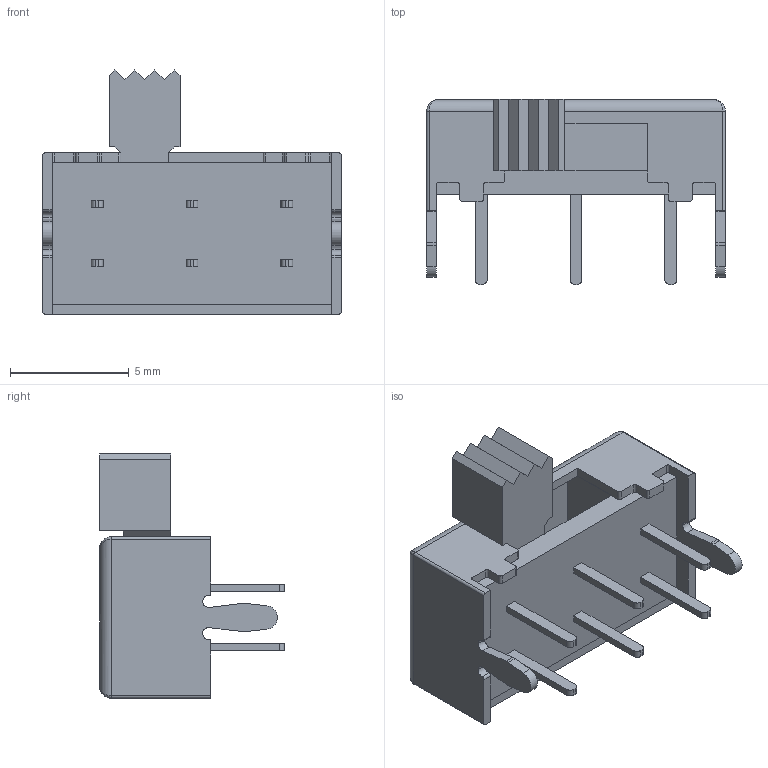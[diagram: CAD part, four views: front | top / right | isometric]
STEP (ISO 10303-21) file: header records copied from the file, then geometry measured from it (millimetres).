
FILE_DESCRIPTION (( 'STEP AP214' ), '1' );
FILE_NAME ('EG2215.STEP', '2020-02-09T22:43:00', ( '' ), ( '' ), 'SwSTEP 2.0', 'SolidWorks 2019', '' );
FILE_SCHEMA (( 'AUTOMOTIVE_DESIGN' ));
Length unit declared in the file: millimetre
Products named in the file (5): Body^EG2215_Domy˜lna; Insert^EG2215_Domy˜lna; Pins^EG2215_Domy˜lna; Slider^EG2215_Domy˜lna; EG2215
Assembly tree (4 placements, depth 2):
  EG2215
    Body^EG2215_Domy˜lna
    Insert^EG2215_Domy˜lna
    Slider^EG2215_Domy˜lna
    Pins^EG2215_Domy˜lna
Bounding box: 12.6 x 7.8 x 10.3 mm (x, y, z)
Volume: 302.8 mm3; surface area: 864 mm2
Topology: 9 solids, 9 shells, 155 faces, 403 edges, 262 vertices
Faces by surface type: plane 101, cylinder 50, bspline 4
Entity records: 5008 total; most frequent: CARTESIAN_POINT 939, DIRECTION 799, ORIENTED_EDGE 798, EDGE_CURVE 399, LINE 299, VECTOR 299, VERTEX_POINT 262, AXIS2_PLACEMENT_3D 250
